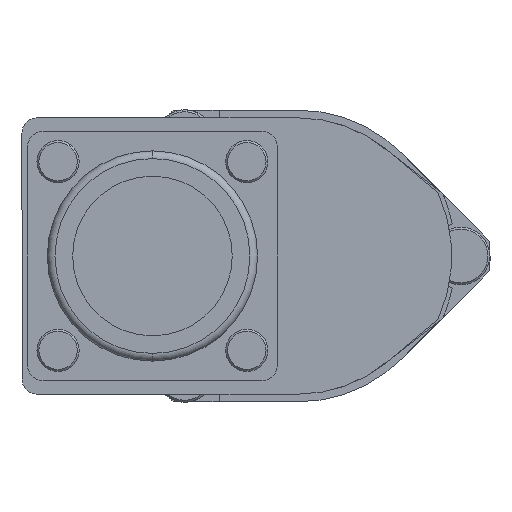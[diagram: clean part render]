
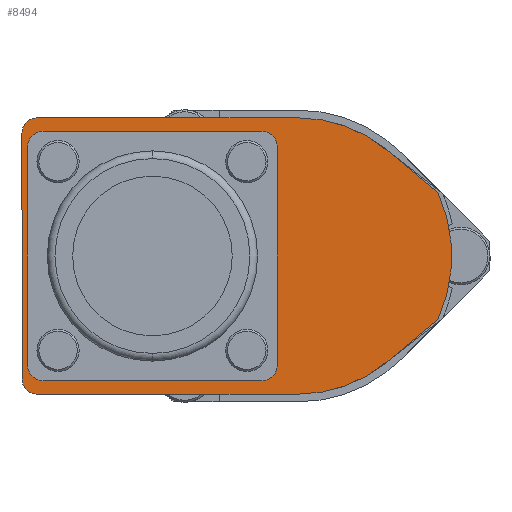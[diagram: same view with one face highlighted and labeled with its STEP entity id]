
A CAD part, left-side view. The second image highlights one B-rep face of the part: STEP entity #8494.
In plain terms, the highlighted planar face has unit normal (-1, 0, 0).
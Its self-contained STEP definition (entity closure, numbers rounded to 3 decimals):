
#74 = CARTESIAN_POINT ( 'NONE',  ( -263., 0., -18. ) ) ;
#218 = LINE ( 'NONE', #6151, #2211 ) ;
#287 = DIRECTION ( 'NONE',  ( 0., 0., 1. ) ) ;
#368 = CARTESIAN_POINT ( 'NONE',  ( -263., -18.248, -8.185 ) ) ;
#541 = LINE ( 'NONE', #8239, #2546 ) ;
#592 = DIRECTION ( 'NONE',  ( 0., 1., 0. ) ) ;
#713 = AXIS2_PLACEMENT_3D ( 'NONE', #6702, #2252, #7454 ) ;
#732 = PLANE ( 'NONE',  #713 ) ;
#930 = DIRECTION ( 'NONE',  ( 0., -1., 0. ) ) ;
#1100 = CARTESIAN_POINT ( 'NONE',  ( -263., 34., -18. ) ) ;
#1140 = ORIENTED_EDGE ( 'NONE', *, *, #6943, .T. ) ;
#1149 = ORIENTED_EDGE ( 'NONE', *, *, #2511, .T. ) ;
#1336 = CARTESIAN_POINT ( 'NONE',  ( -263., 0., 18. ) ) ;
#1400 = VERTEX_POINT ( 'NONE', #8083 ) ;
#1660 = ORIENTED_EDGE ( 'NONE', *, *, #5776, .T. ) ;
#1728 = VERTEX_POINT ( 'NONE', #4296 ) ;
#1978 = DIRECTION ( 'NONE',  ( -1., 0., 0. ) ) ;
#2003 = AXIS2_PLACEMENT_3D ( 'NONE', #9236, #4751, #287 ) ;
#2089 = AXIS2_PLACEMENT_3D ( 'NONE', #6932, #2488, #7700 ) ;
#2211 = VECTOR ( 'NONE', #930, 1000. ) ;
#2252 = DIRECTION ( 'NONE',  ( -1., 0., 0. ) ) ;
#2254 = DIRECTION ( 'NONE',  ( -1., 0., 0. ) ) ;
#2339 = CARTESIAN_POINT ( 'NONE',  ( -263., 0., 18. ) ) ;
#2371 = EDGE_CURVE ( 'NONE', #4676, #5624, #218, .T. ) ;
#2427 = CARTESIAN_POINT ( 'NONE',  ( -263., -18.248, 8.185 ) ) ;
#2434 = EDGE_LOOP ( 'NONE', ( #7440, #7713, #5924, #1660, #6312, #6874, #1149, #3313, #1140, #4188 ) ) ;
#2488 = DIRECTION ( 'NONE',  ( -1., 0., 0. ) ) ;
#2511 = EDGE_CURVE ( 'NONE', #7820, #7209, #8496, .T. ) ;
#2546 = VECTOR ( 'NONE', #3774, 1000. ) ;
#2808 = VERTEX_POINT ( 'NONE', #3816 ) ;
#3081 = CIRCLE ( 'NONE', #8075, 20. ) ;
#3175 = VERTEX_POINT ( 'NONE', #2339 ) ;
#3313 = ORIENTED_EDGE ( 'NONE', *, *, #5318, .T. ) ;
#3423 = EDGE_CURVE ( 'NONE', #2808, #1728, #8481, .T. ) ;
#3436 = CARTESIAN_POINT ( 'NONE',  ( -263., 0., 0. ) ) ;
#3504 = VECTOR ( 'NONE', #9205, 1000. ) ;
#3774 = DIRECTION ( 'NONE',  ( 0., 0.766, 0.643 ) ) ;
#3816 = CARTESIAN_POINT ( 'NONE',  ( -263., 34., 18. ) ) ;
#4006 = EDGE_CURVE ( 'NONE', #5624, #7820, #9630, .T. ) ;
#4157 = FACE_OUTER_BOUND ( 'NONE', #2434, .T. ) ;
#4183 = DIRECTION ( 'NONE',  ( 0., 0., 1. ) ) ;
#4188 = ORIENTED_EDGE ( 'NONE', *, *, #8137, .T. ) ;
#4287 = EDGE_CURVE ( 'NONE', #3175, #2808, #9275, .T. ) ;
#4296 = CARTESIAN_POINT ( 'NONE',  ( -263., 36., 16. ) ) ;
#4676 = VERTEX_POINT ( 'NONE', #1100 ) ;
#4751 = DIRECTION ( 'NONE',  ( -1., 0., 0. ) ) ;
#5318 = EDGE_CURVE ( 'NONE', #7209, #5735, #3081, .T. ) ;
#5624 = VERTEX_POINT ( 'NONE', #74 ) ;
#5735 = VERTEX_POINT ( 'NONE', #2427 ) ;
#5776 = EDGE_CURVE ( 'NONE', #7830, #4676, #9015, .T. ) ;
#5924 = ORIENTED_EDGE ( 'NONE', *, *, #6691, .T. ) ;
#6151 = CARTESIAN_POINT ( 'NONE',  ( -263., 36., -18. ) ) ;
#6312 = ORIENTED_EDGE ( 'NONE', *, *, #2371, .T. ) ;
#6440 = CARTESIAN_POINT ( 'NONE',  ( -263., 34., 16. ) ) ;
#6691 = EDGE_CURVE ( 'NONE', #1728, #7830, #9701, .T. ) ;
#6702 = CARTESIAN_POINT ( 'NONE',  ( -263., 0., 0. ) ) ;
#6707 = CARTESIAN_POINT ( 'NONE',  ( -263., 0., 0. ) ) ;
#6874 = ORIENTED_EDGE ( 'NONE', *, *, #4006, .T. ) ;
#6932 = CARTESIAN_POINT ( 'NONE',  ( -263., 0., 0. ) ) ;
#6942 = CARTESIAN_POINT ( 'NONE',  ( -263., 36., 18. ) ) ;
#6943 = EDGE_CURVE ( 'NONE', #5735, #1400, #541, .T. ) ;
#6958 = CIRCLE ( 'NONE', #2089, 18. ) ;
#7087 = DIRECTION ( 'NONE',  ( 0., -0.766, 0.643 ) ) ;
#7189 = DIRECTION ( 'NONE',  ( 0., 0., 1. ) ) ;
#7209 = VERTEX_POINT ( 'NONE', #368 ) ;
#7275 = VECTOR ( 'NONE', #592, 1000. ) ;
#7440 = ORIENTED_EDGE ( 'NONE', *, *, #4287, .T. ) ;
#7454 = DIRECTION ( 'NONE',  ( 0., 0., 1. ) ) ;
#7459 = DIRECTION ( 'NONE',  ( 0., 0., 1. ) ) ;
#7537 = CARTESIAN_POINT ( 'NONE',  ( -263., -11.57, -13.789 ) ) ;
#7546 = AXIS2_PLACEMENT_3D ( 'NONE', #6440, #1978, #7189 ) ;
#7700 = DIRECTION ( 'NONE',  ( 0., 0., 1. ) ) ;
#7713 = ORIENTED_EDGE ( 'NONE', *, *, #3423, .T. ) ;
#7820 = VERTEX_POINT ( 'NONE', #7537 ) ;
#7830 = VERTEX_POINT ( 'NONE', #8287 ) ;
#7854 = CARTESIAN_POINT ( 'NONE',  ( -263., -11.57, -13.789 ) ) ;
#8075 = AXIS2_PLACEMENT_3D ( 'NONE', #3436, #8650, #4183 ) ;
#8083 = CARTESIAN_POINT ( 'NONE',  ( -263., -11.57, 13.789 ) ) ;
#8137 = EDGE_CURVE ( 'NONE', #1400, #3175, #6958, .T. ) ;
#8239 = CARTESIAN_POINT ( 'NONE',  ( -263., -18.248, 8.185 ) ) ;
#8276 = VECTOR ( 'NONE', #7087, 1000. ) ;
#8287 = CARTESIAN_POINT ( 'NONE',  ( -263., 36., -16. ) ) ;
#8481 = CIRCLE ( 'NONE', #7546, 2. ) ;
#8494 = ADVANCED_FACE ( 'NONE', ( #4157 ), #732, .T. ) ;
#8496 = LINE ( 'NONE', #7854, #8276 ) ;
#8650 = DIRECTION ( 'NONE',  ( -1., 0., 0. ) ) ;
#8668 = AXIS2_PLACEMENT_3D ( 'NONE', #6707, #2254, #7459 ) ;
#9015 = CIRCLE ( 'NONE', #2003, 2. ) ;
#9205 = DIRECTION ( 'NONE',  ( 0., 0., -1. ) ) ;
#9236 = CARTESIAN_POINT ( 'NONE',  ( -263., 34., -16. ) ) ;
#9275 = LINE ( 'NONE', #1336, #7275 ) ;
#9630 = CIRCLE ( 'NONE', #8668, 18. ) ;
#9701 = LINE ( 'NONE', #6942, #3504 ) ;
